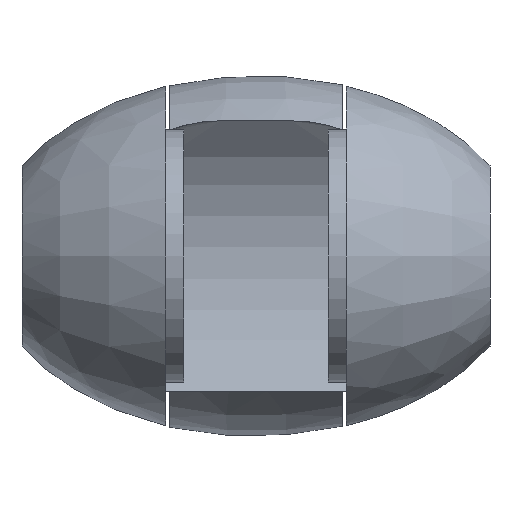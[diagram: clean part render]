
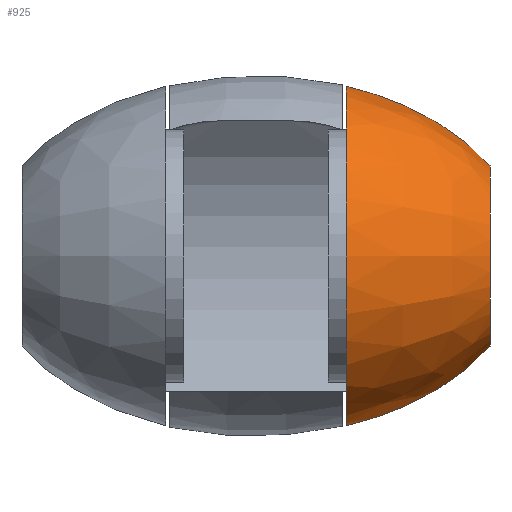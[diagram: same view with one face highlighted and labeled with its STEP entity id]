
A CAD part, front view. The second image highlights one B-rep face of the part: STEP entity #925.
In plain terms, the highlighted free-form (B-spline) face has degree [3, 3] with [4, 4] control points.
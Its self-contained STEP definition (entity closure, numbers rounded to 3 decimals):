
#41 = CIRCLE ( 'NONE', #1824, 5. ) ;
#58 = VERTEX_POINT ( 'NONE', #114 ) ;
#65 = EDGE_CURVE ( 'NONE', #1179, #1611, #1438, .T. ) ;
#114 = CARTESIAN_POINT ( 'NONE',  ( 5., 0., 9.428 ) ) ;
#148 = EDGE_CURVE ( 'NONE', #1179, #2139, #41, .T. ) ;
#225 = CARTESIAN_POINT ( 'NONE',  ( 5., 0., -9.428 ) ) ;
#236 = CARTESIAN_POINT ( 'NONE',  ( 5., -18.856, 9.428 ) ) ;
#262 =( BOUNDED_SURFACE ( )  B_SPLINE_SURFACE ( 3, 3, ( 
 ( #1961, #2123, #902, #1950 ),
 ( #552, #1936, #2102, #1085 ),
 ( #368, #1111, #384, #1781 ),
 ( #225, #1926, #236, #1633 ) ),
 .UNSPECIFIED., .F., .F., .F. ) 
 B_SPLINE_SURFACE_WITH_KNOTS ( ( 4, 4 ),
 ( 4, 4 ),
 ( 0., 1. ),
 ( 0., 1. ),
 .UNSPECIFIED. ) 
 GEOMETRIC_REPRESENTATION_ITEM ( )  RATIONAL_B_SPLINE_SURFACE ( (
 ( 1., 0.333, 0.333, 1.),
 ( 0.959, 0.32, 0.32, 0.959),
 ( 0.959, 0.32, 0.32, 0.959),
 ( 1., 0.333, 0.333, 1.) ) ) 
 REPRESENTATION_ITEM ( '' )  SURFACE ( )  );
#307 = DIRECTION ( 'NONE',  ( 0., 0., 1. ) ) ;
#324 = CARTESIAN_POINT ( 'NONE',  ( 5., 0., 9.428 ) ) ;
#368 = CARTESIAN_POINT ( 'NONE',  ( 8.406, 0., -8.625 ) ) ;
#384 = CARTESIAN_POINT ( 'NONE',  ( 8.406, -17.251, 8.625 ) ) ;
#422 = DIRECTION ( 'NONE',  ( 0., 0., 1. ) ) ;
#519 = CARTESIAN_POINT ( 'NONE',  ( 12.99, 0., 5. ) ) ;
#552 = CARTESIAN_POINT ( 'NONE',  ( 11.184, 0., -7.086 ) ) ;
#762 = CARTESIAN_POINT ( 'NONE',  ( 12.99, 0., -5. ) ) ;
#793 = CARTESIAN_POINT ( 'NONE',  ( 5., 0., -9.428 ) ) ;
#822 = EDGE_CURVE ( 'NONE', #2139, #58, #885, .T. ) ;
#839 = ORIENTED_EDGE ( 'NONE', *, *, #65, .F. ) ;
#885 =( BOUNDED_CURVE ( )  B_SPLINE_CURVE ( 3, ( #519, #1187, #1883, #324 ),
 .UNSPECIFIED., .F., .F. ) 
 B_SPLINE_CURVE_WITH_KNOTS ( ( 4, 4 ),
 ( 0.524, 1.231 ),
 .UNSPECIFIED. ) 
 CURVE ( )  GEOMETRIC_REPRESENTATION_ITEM ( )  RATIONAL_B_SPLINE_CURVE ( ( 1., 0.959, 0.959, 1. ) ) 
 REPRESENTATION_ITEM ( '' )  );
#902 = CARTESIAN_POINT ( 'NONE',  ( 12.99, -10., 5. ) ) ;
#925 = ADVANCED_FACE ( 'NONE', ( #1795 ), #262, .F. ) ;
#935 = CARTESIAN_POINT ( 'NONE',  ( 11.184, 0., -7.086 ) ) ;
#941 = CARTESIAN_POINT ( 'NONE',  ( 5., 0., -9.428 ) ) ;
#957 = ORIENTED_EDGE ( 'NONE', *, *, #822, .T. ) ;
#962 = AXIS2_PLACEMENT_3D ( 'NONE', #2105, #1067, #422 ) ;
#1067 = DIRECTION ( 'NONE',  ( 1., 0., 0. ) ) ;
#1085 = CARTESIAN_POINT ( 'NONE',  ( 11.184, 0., 7.086 ) ) ;
#1111 = CARTESIAN_POINT ( 'NONE',  ( 8.406, -17.251, -8.625 ) ) ;
#1179 = VERTEX_POINT ( 'NONE', #1378 ) ;
#1187 = CARTESIAN_POINT ( 'NONE',  ( 11.184, 0., 7.086 ) ) ;
#1378 = CARTESIAN_POINT ( 'NONE',  ( 12.99, 0., -5. ) ) ;
#1438 =( BOUNDED_CURVE ( )  B_SPLINE_CURVE ( 3, ( #762, #935, #2170, #793 ),
 .UNSPECIFIED., .F., .F. ) 
 B_SPLINE_CURVE_WITH_KNOTS ( ( 4, 4 ),
 ( 0.524, 1.231 ),
 .UNSPECIFIED. ) 
 CURVE ( )  GEOMETRIC_REPRESENTATION_ITEM ( )  RATIONAL_B_SPLINE_CURVE ( ( 1., 0.959, 0.959, 1. ) ) 
 REPRESENTATION_ITEM ( '' )  );
#1442 = EDGE_CURVE ( 'NONE', #58, #1611, #1654, .T. ) ;
#1546 = DIRECTION ( 'NONE',  ( -1., 0., 0. ) ) ;
#1567 = EDGE_LOOP ( 'NONE', ( #2173, #957, #2256, #839 ) ) ;
#1611 = VERTEX_POINT ( 'NONE', #941 ) ;
#1633 = CARTESIAN_POINT ( 'NONE',  ( 5., 0., 9.428 ) ) ;
#1654 = CIRCLE ( 'NONE', #962, 9.428 ) ;
#1733 = CARTESIAN_POINT ( 'NONE',  ( 12.99, 0., 0. ) ) ;
#1781 = CARTESIAN_POINT ( 'NONE',  ( 8.406, 0., 8.625 ) ) ;
#1795 = FACE_OUTER_BOUND ( 'NONE', #1567, .T. ) ;
#1824 = AXIS2_PLACEMENT_3D ( 'NONE', #1733, #1546, #307 ) ;
#1883 = CARTESIAN_POINT ( 'NONE',  ( 8.406, 0., 8.625 ) ) ;
#1926 = CARTESIAN_POINT ( 'NONE',  ( 5., -18.856, -9.428 ) ) ;
#1936 = CARTESIAN_POINT ( 'NONE',  ( 11.184, -14.171, -7.086 ) ) ;
#1950 = CARTESIAN_POINT ( 'NONE',  ( 12.99, 0., 5. ) ) ;
#1961 = CARTESIAN_POINT ( 'NONE',  ( 12.99, 0., -5. ) ) ;
#2075 = CARTESIAN_POINT ( 'NONE',  ( 12.99, 0., 5. ) ) ;
#2102 = CARTESIAN_POINT ( 'NONE',  ( 11.184, -14.171, 7.086 ) ) ;
#2105 = CARTESIAN_POINT ( 'NONE',  ( 5., 0., 0. ) ) ;
#2123 = CARTESIAN_POINT ( 'NONE',  ( 12.99, -10., -5. ) ) ;
#2139 = VERTEX_POINT ( 'NONE', #2075 ) ;
#2170 = CARTESIAN_POINT ( 'NONE',  ( 8.406, 0., -8.625 ) ) ;
#2173 = ORIENTED_EDGE ( 'NONE', *, *, #148, .T. ) ;
#2256 = ORIENTED_EDGE ( 'NONE', *, *, #1442, .T. ) ;
